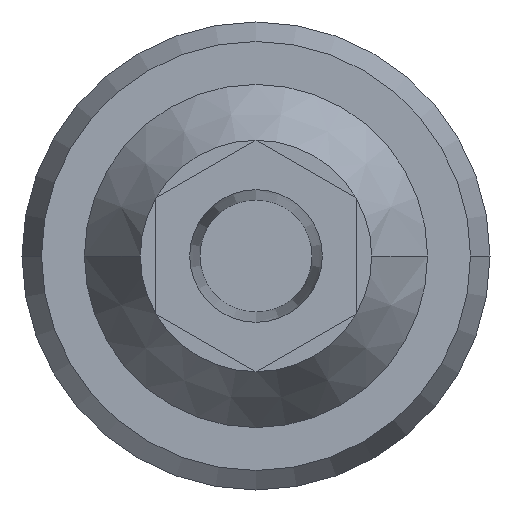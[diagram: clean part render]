
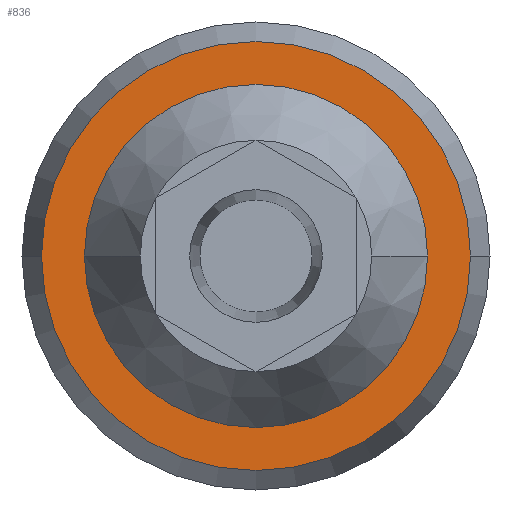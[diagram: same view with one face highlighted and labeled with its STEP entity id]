
A CAD part, front view. The second image highlights one B-rep face of the part: STEP entity #836.
In plain terms, the highlighted planar face has unit normal (0, -1, 0).
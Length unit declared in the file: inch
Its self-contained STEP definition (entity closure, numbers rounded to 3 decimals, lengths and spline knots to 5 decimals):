
#173=CARTESIAN_POINT('',(0.,-1.994,0.));
#174=DIRECTION('',(0.,1.,0.));
#175=DIRECTION('',(-1.,0.,0.));
#176=AXIS2_PLACEMENT_3D('',#173,#174,#175);
#178=CARTESIAN_POINT('',(0.,-1.994,0.));
#179=DIRECTION('',(0.,-1.,0.));
#180=DIRECTION('',(-1.,0.,0.));
#181=AXIS2_PLACEMENT_3D('',#178,#179,#180);
#183=CARTESIAN_POINT('',(0.,-1.994,0.));
#184=DIRECTION('',(0.,-1.,0.));
#185=DIRECTION('',(1.,0.,0.));
#186=AXIS2_PLACEMENT_3D('',#183,#184,#185);
#188=CARTESIAN_POINT('',(0.,-1.994,0.));
#189=DIRECTION('',(0.,-1.,0.));
#190=DIRECTION('',(-1.,0.,0.));
#191=AXIS2_PLACEMENT_3D('',#188,#189,#190);
#469=CARTESIAN_POINT('',(-0.825,-1.994,0.));
#470=VERTEX_POINT('',#469);
#477=CARTESIAN_POINT('',(0.825,-1.994,0.));
#478=VERTEX_POINT('',#477);
#483=CARTESIAN_POINT('',(0.66,-1.994,0.));
#484=CARTESIAN_POINT('',(-0.66,-1.994,0.));
#485=VERTEX_POINT('',#483);
#486=VERTEX_POINT('',#484);
#821=CARTESIAN_POINT('',(0.,-1.994,0.));
#822=DIRECTION('',(0.,-1.,0.));
#823=DIRECTION('',(-1.,0.,0.));
#824=AXIS2_PLACEMENT_3D('',#821,#822,#823);
#825=PLANE('',#824);
#826=ORIENTED_EDGE('',*,*,#803,.T.);
#827=ORIENTED_EDGE('',*,*,#814,.F.);
#828=EDGE_LOOP('',(#826,#827));
#829=FACE_OUTER_BOUND('',#828,.F.);
#831=ORIENTED_EDGE('',*,*,#830,.T.);
#833=ORIENTED_EDGE('',*,*,#832,.T.);
#834=EDGE_LOOP('',(#831,#833));
#835=FACE_BOUND('',#834,.F.);
#836=ADVANCED_FACE('',(#829,#835),#825,.T.);
#177=CIRCLE('',#176,0.825);
#182=CIRCLE('',#181,0.825);
#187=CIRCLE('',#186,0.66);
#192=CIRCLE('',#191,0.66);
#803=EDGE_CURVE('',#470,#478,#177,.T.);
#814=EDGE_CURVE('',#470,#478,#182,.T.);
#830=EDGE_CURVE('',#485,#486,#187,.T.);
#832=EDGE_CURVE('',#486,#485,#192,.T.);
